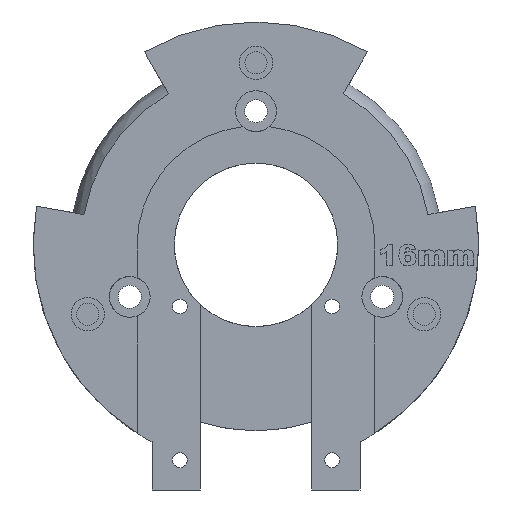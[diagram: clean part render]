
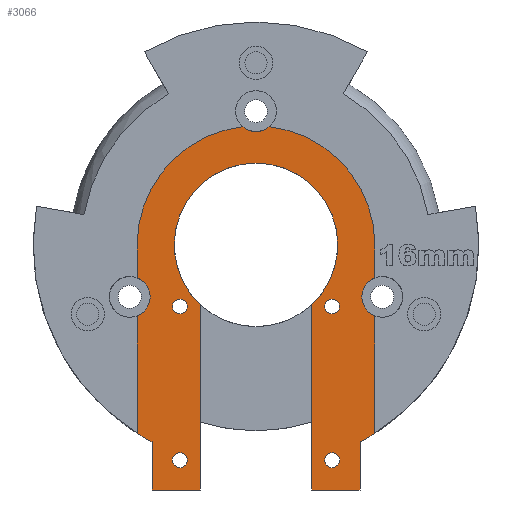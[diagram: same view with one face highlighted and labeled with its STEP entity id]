
A CAD part, front view. The second image highlights one B-rep face of the part: STEP entity #3066.
In plain terms, the highlighted planar face has unit normal (0, -1, 0).
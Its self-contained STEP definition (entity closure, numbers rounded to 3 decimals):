
#83=CIRCLE('',#3173,30.);
#97=CIRCLE('',#3197,30.);
#107=CIRCLE('',#3220,16.);
#108=CIRCLE('',#3222,16.);
#109=CIRCLE('',#3228,11.);
#110=CIRCLE('',#3229,2.75);
#111=CIRCLE('',#3230,2.75);
#112=CIRCLE('',#3231,2.75);
#113=CIRCLE('',#3232,1.);
#114=CIRCLE('',#3233,1.);
#115=CIRCLE('',#3234,1.);
#116=CIRCLE('',#3235,1.);
#153=FACE_BOUND('',#558,.T.);
#154=FACE_BOUND('',#559,.T.);
#155=FACE_BOUND('',#560,.T.);
#156=FACE_BOUND('',#561,.T.);
#219=PLANE('',#3227);
#372=FACE_OUTER_BOUND('',#557,.T.);
#557=EDGE_LOOP('',(#2712,#2713,#2714,#2715,#2716,#2717,#2718,#2719,#2720,
#2721,#2722,#2723,#2724,#2725,#2726,#2727,#2728,#2729));
#558=EDGE_LOOP('',(#2730));
#559=EDGE_LOOP('',(#2731));
#560=EDGE_LOOP('',(#2732));
#561=EDGE_LOOP('',(#2733));
#800=LINE('',#5890,#1035);
#802=LINE('',#5894,#1037);
#804=LINE('',#5898,#1039);
#806=LINE('',#5902,#1041);
#808=LINE('',#5906,#1043);
#809=LINE('',#5908,#1044);
#810=LINE('',#5910,#1045);
#811=LINE('',#5914,#1046);
#812=LINE('',#5916,#1047);
#813=LINE('',#5917,#1048);
#1035=VECTOR('',#3736,10.);
#1037=VECTOR('',#3740,10.);
#1039=VECTOR('',#3744,10.);
#1041=VECTOR('',#3748,10.);
#1043=VECTOR('',#3752,10.);
#1044=VECTOR('',#3753,10.);
#1045=VECTOR('',#3754,10.);
#1046=VECTOR('',#3757,10.);
#1047=VECTOR('',#3758,10.);
#1048=VECTOR('',#3759,10.);
#1438=VERTEX_POINT('',#5774);
#1439=VERTEX_POINT('',#5776);
#1458=VERTEX_POINT('',#5835);
#1459=VERTEX_POINT('',#5837);
#1469=VERTEX_POINT('',#5877);
#1470=VERTEX_POINT('',#5878);
#1471=VERTEX_POINT('',#5883);
#1472=VERTEX_POINT('',#5884);
#1473=VERTEX_POINT('',#5889);
#1474=VERTEX_POINT('',#5893);
#1475=VERTEX_POINT('',#5897);
#1476=VERTEX_POINT('',#5901);
#1477=VERTEX_POINT('',#5905);
#1478=VERTEX_POINT('',#5907);
#1479=VERTEX_POINT('',#5909);
#1480=VERTEX_POINT('',#5911);
#1481=VERTEX_POINT('',#5913);
#1482=VERTEX_POINT('',#5915);
#1483=VERTEX_POINT('',#5921);
#1484=VERTEX_POINT('',#5923);
#1485=VERTEX_POINT('',#5925);
#1486=VERTEX_POINT('',#5927);
#1841=EDGE_CURVE('',#1439,#1438,#83,.T.);
#1872=EDGE_CURVE('',#1459,#1458,#97,.T.);
#1889=EDGE_CURVE('',#1469,#1470,#107,.T.);
#1892=EDGE_CURVE('',#1471,#1472,#108,.T.);
#1895=EDGE_CURVE('',#1472,#1473,#800,.T.);
#1897=EDGE_CURVE('',#1474,#1439,#802,.T.);
#1899=EDGE_CURVE('',#1458,#1475,#804,.T.);
#1901=EDGE_CURVE('',#1476,#1469,#806,.T.);
#1903=EDGE_CURVE('',#1438,#1477,#808,.T.);
#1904=EDGE_CURVE('',#1477,#1478,#809,.T.);
#1905=EDGE_CURVE('',#1478,#1479,#810,.T.);
#1906=EDGE_CURVE('',#1479,#1480,#109,.T.);
#1907=EDGE_CURVE('',#1480,#1481,#811,.T.);
#1908=EDGE_CURVE('',#1481,#1482,#812,.T.);
#1909=EDGE_CURVE('',#1482,#1459,#813,.T.);
#1910=EDGE_CURVE('',#1475,#1476,#110,.T.);
#1911=EDGE_CURVE('',#1470,#1471,#111,.T.);
#1912=EDGE_CURVE('',#1473,#1474,#112,.T.);
#1913=EDGE_CURVE('',#1483,#1483,#113,.T.);
#1914=EDGE_CURVE('',#1484,#1484,#114,.T.);
#1915=EDGE_CURVE('',#1485,#1485,#115,.T.);
#1916=EDGE_CURVE('',#1486,#1486,#116,.T.);
#2712=ORIENTED_EDGE('',*,*,#1897,.T.);
#2713=ORIENTED_EDGE('',*,*,#1841,.T.);
#2714=ORIENTED_EDGE('',*,*,#1903,.T.);
#2715=ORIENTED_EDGE('',*,*,#1904,.T.);
#2716=ORIENTED_EDGE('',*,*,#1905,.T.);
#2717=ORIENTED_EDGE('',*,*,#1906,.T.);
#2718=ORIENTED_EDGE('',*,*,#1907,.T.);
#2719=ORIENTED_EDGE('',*,*,#1908,.T.);
#2720=ORIENTED_EDGE('',*,*,#1909,.T.);
#2721=ORIENTED_EDGE('',*,*,#1872,.T.);
#2722=ORIENTED_EDGE('',*,*,#1899,.T.);
#2723=ORIENTED_EDGE('',*,*,#1910,.T.);
#2724=ORIENTED_EDGE('',*,*,#1901,.T.);
#2725=ORIENTED_EDGE('',*,*,#1889,.T.);
#2726=ORIENTED_EDGE('',*,*,#1911,.T.);
#2727=ORIENTED_EDGE('',*,*,#1892,.T.);
#2728=ORIENTED_EDGE('',*,*,#1895,.T.);
#2729=ORIENTED_EDGE('',*,*,#1912,.T.);
#2730=ORIENTED_EDGE('',*,*,#1913,.T.);
#2731=ORIENTED_EDGE('',*,*,#1914,.T.);
#2732=ORIENTED_EDGE('',*,*,#1915,.T.);
#2733=ORIENTED_EDGE('',*,*,#1916,.T.);
#3066=ADVANCED_FACE('',(#372,#153,#154,#155,#156),#219,.T.);
#3173=AXIS2_PLACEMENT_3D('',#5777,#3606,#3607);
#3197=AXIS2_PLACEMENT_3D('',#5838,#3671,#3672);
#3220=AXIS2_PLACEMENT_3D('',#5879,#3724,#3725);
#3222=AXIS2_PLACEMENT_3D('',#5885,#3730,#3731);
#3227=AXIS2_PLACEMENT_3D('',#5904,#3750,#3751);
#3228=AXIS2_PLACEMENT_3D('',#5912,#3755,#3756);
#3229=AXIS2_PLACEMENT_3D('',#5918,#3760,#3761);
#3230=AXIS2_PLACEMENT_3D('',#5919,#3762,#3763);
#3231=AXIS2_PLACEMENT_3D('',#5920,#3764,#3765);
#3232=AXIS2_PLACEMENT_3D('',#5922,#3766,#3767);
#3233=AXIS2_PLACEMENT_3D('',#5924,#3768,#3769);
#3234=AXIS2_PLACEMENT_3D('',#5926,#3770,#3771);
#3235=AXIS2_PLACEMENT_3D('',#5928,#3772,#3773);
#3606=DIRECTION('center_axis',(0.,-1.,0.));
#3607=DIRECTION('ref_axis',(0.,0.,-1.));
#3671=DIRECTION('center_axis',(0.,-1.,0.));
#3672=DIRECTION('ref_axis',(0.,0.,-1.));
#3724=DIRECTION('center_axis',(0.,-1.,0.));
#3725=DIRECTION('ref_axis',(0.,0.,-1.));
#3730=DIRECTION('center_axis',(0.,-1.,0.));
#3731=DIRECTION('ref_axis',(0.,0.,-1.));
#3736=DIRECTION('',(0.,0.,-1.));
#3740=DIRECTION('',(0.,0.,-1.));
#3744=DIRECTION('',(0.,0.,1.));
#3748=DIRECTION('',(0.,0.,1.));
#3750=DIRECTION('center_axis',(0.,-1.,0.));
#3751=DIRECTION('ref_axis',(0.,0.,-1.));
#3752=DIRECTION('',(0.,0.,-1.));
#3753=DIRECTION('',(1.,0.,0.));
#3754=DIRECTION('',(0.,0.,1.));
#3755=DIRECTION('center_axis',(0.,1.,0.));
#3756=DIRECTION('ref_axis',(0.,0.,-1.));
#3757=DIRECTION('',(0.,0.,-1.));
#3758=DIRECTION('',(1.,0.,0.));
#3759=DIRECTION('',(0.,0.,1.));
#3760=DIRECTION('center_axis',(0.,1.,0.));
#3761=DIRECTION('ref_axis',(0.,0.,-1.));
#3762=DIRECTION('center_axis',(0.,1.,0.));
#3763=DIRECTION('ref_axis',(0.,0.,-1.));
#3764=DIRECTION('center_axis',(0.,1.,0.));
#3765=DIRECTION('ref_axis',(0.,0.,-1.));
#3766=DIRECTION('center_axis',(0.,1.,0.));
#3767=DIRECTION('ref_axis',(0.,0.,-1.));
#3768=DIRECTION('center_axis',(0.,1.,0.));
#3769=DIRECTION('ref_axis',(0.,0.,-1.));
#3770=DIRECTION('center_axis',(0.,1.,0.));
#3771=DIRECTION('ref_axis',(0.,0.,-1.));
#3772=DIRECTION('center_axis',(0.,1.,0.));
#3773=DIRECTION('ref_axis',(0.,0.,-1.));
#5774=CARTESIAN_POINT('',(-14.,56.8,116.467));
#5776=CARTESIAN_POINT('',(-16.,56.8,117.623));
#5777=CARTESIAN_POINT('Origin',(0.,56.8,
143.));
#5835=CARTESIAN_POINT('',(16.,56.8,117.623));
#5837=CARTESIAN_POINT('',(14.,56.8,116.467));
#5838=CARTESIAN_POINT('Origin',(0.,56.8,
143.));
#5877=CARTESIAN_POINT('',(16.,56.8,143.));
#5878=CARTESIAN_POINT('',(1.777,56.8,158.901));
#5879=CARTESIAN_POINT('Origin',(0.,56.8,
143.));
#5883=CARTESIAN_POINT('',(-1.777,56.8,158.901));
#5884=CARTESIAN_POINT('',(-16.,56.8,143.));
#5885=CARTESIAN_POINT('Origin',(0.,56.8,
143.));
#5889=CARTESIAN_POINT('',(-16.,56.8,138.562));
#5890=CARTESIAN_POINT('',(-16.,56.8,138.781));
#5893=CARTESIAN_POINT('',(-16.,56.8,133.438));
#5894=CARTESIAN_POINT('',(-16.,56.8,128.311));
#5897=CARTESIAN_POINT('',(16.,56.8,133.438));
#5898=CARTESIAN_POINT('',(16.,56.8,136.219));
#5901=CARTESIAN_POINT('',(16.,56.8,138.562));
#5902=CARTESIAN_POINT('',(16.,56.8,141.));
#5904=CARTESIAN_POINT('Origin',(0.,56.8,
139.));
#5905=CARTESIAN_POINT('',(-14.,56.8,110.));
#5906=CARTESIAN_POINT('',(-14.,56.8,110.));
#5907=CARTESIAN_POINT('',(-7.5,56.8,110.));
#5908=CARTESIAN_POINT('',(14.,56.8,110.));
#5909=CARTESIAN_POINT('',(-7.5,56.8,134.953));
#5910=CARTESIAN_POINT('',(-7.5,56.8,106.337));
#5911=CARTESIAN_POINT('',(7.5,56.8,134.953));
#5912=CARTESIAN_POINT('Origin',(0.,56.8,
143.));
#5913=CARTESIAN_POINT('',(7.5,56.8,110.));
#5914=CARTESIAN_POINT('',(7.5,56.8,139.491));
#5915=CARTESIAN_POINT('',(14.,56.8,110.));
#5916=CARTESIAN_POINT('',(14.,56.8,110.));
#5917=CARTESIAN_POINT('',(14.,56.8,126.));
#5918=CARTESIAN_POINT('Origin',(17.,56.8,136.));
#5919=CARTESIAN_POINT('Origin',(0.,56.8,
161.));
#5920=CARTESIAN_POINT('Origin',(-17.,56.8,136.));
#5921=CARTESIAN_POINT('',(10.25,56.8,135.7));
#5922=CARTESIAN_POINT('Origin',(10.25,56.8,134.7));
#5923=CARTESIAN_POINT('',(-10.25,56.8,135.7));
#5924=CARTESIAN_POINT('Origin',(-10.25,56.8,134.7));
#5925=CARTESIAN_POINT('',(-10.25,56.8,115.));
#5926=CARTESIAN_POINT('Origin',(-10.25,56.8,114.));
#5927=CARTESIAN_POINT('',(10.25,56.8,115.));
#5928=CARTESIAN_POINT('Origin',(10.25,56.8,114.));
